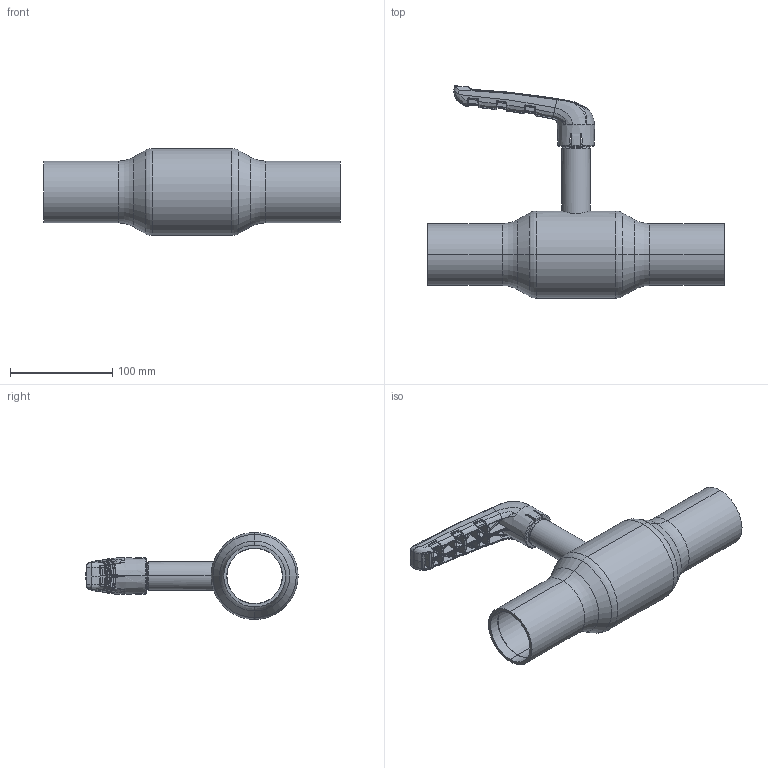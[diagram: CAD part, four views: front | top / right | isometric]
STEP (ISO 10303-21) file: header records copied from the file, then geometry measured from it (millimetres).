
FILE_DESCRIPTION (( 'STEP AP214' ), '1' );
FILE_NAME ('1050003001-xxxx.step', '2019-05-10T10:48:52', ( '' ), ( '' ), 'SwSTEP 2.0', 'SolidWorks 2017', '' );
FILE_SCHEMA (( 'AUTOMOTIVE_DESIGN' ));
Length unit declared in the file: millimetre
Products named in the file (1): 1050003001-xxxx
Bounding box: 290 x 207.31 x 85 mm (x, y, z)
Surface area: 119283.1 mm2 (no closed solid volume)
Topology: 0 solids, 6 shells, 687 faces, 2372 edges, 1558 vertices
Faces by surface type: bspline 582, plane 37, cylinder 30, cone 18, torus 17, sphere 3
Entity records: 54021 total; most frequent: CARTESIAN_POINT 32062, ORIENTED_EDGE 3634, EDGE_CURVE 2362, B_SPLINE_CURVE_WITH_KNOTS 1725, VERTEX_POINT 1558, DIRECTION 1348, EDGE_LOOP 692, UNCERTAINTY_MEASURE_WITH_UNIT 689
